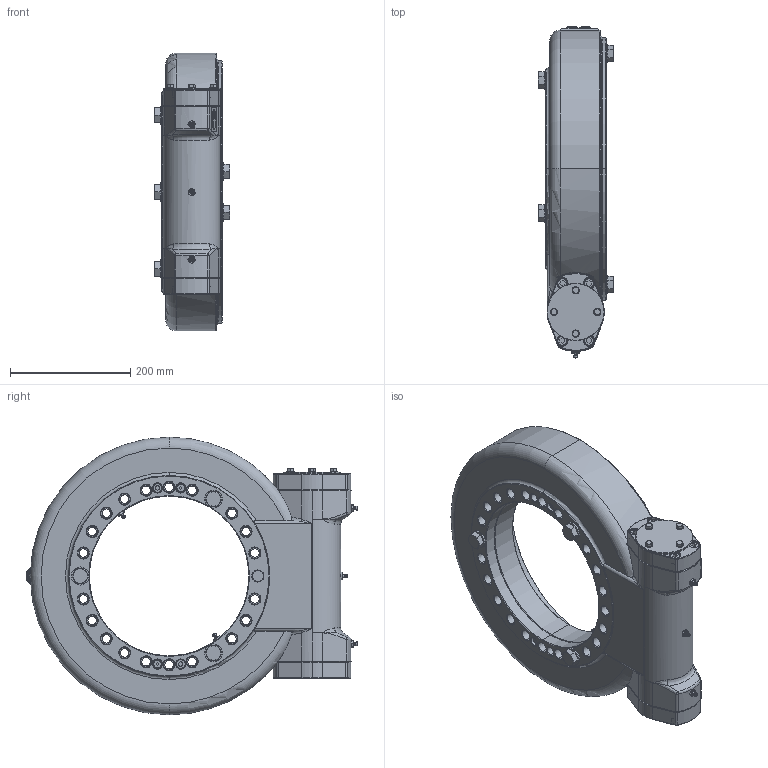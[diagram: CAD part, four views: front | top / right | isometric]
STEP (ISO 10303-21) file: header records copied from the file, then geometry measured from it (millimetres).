
FILE_DESCRIPTION (( 'STEP AP214' ), '1' );
FILE_NAME ('TGETN435-Z0-RM - SH.STEP', '2018-10-10T11:26:40', ( '' ), ( '' ), 'SwSTEP 2.0', 'SolidWorks 2016', '' );
FILE_SCHEMA (( 'AUTOMOTIVE_DESIGN' ));
Length unit declared in the file: millimetre
Products named in the file (1): TGETN435-Z0-RM - SH
Bounding box: 126 x 551.1 x 461 mm (x, y, z)
Surface area: 728988.7 mm2 (no closed solid volume)
Topology: 0 solids, 68 shells, 893 faces, 2840 edges, 1991 vertices
Faces by surface type: plane 312, cylinder 274, cone 185, torus 97, bspline 21, sphere 4
Entity records: 46004 total; most frequent: CARTESIAN_POINT 11278, DIRECTION 5235, ORIENTED_EDGE 4634, EDGE_CURVE 2840, AXIS2_PLACEMENT_3D 2002, VERTEX_POINT 1991, LINE 1231, VECTOR 1231
